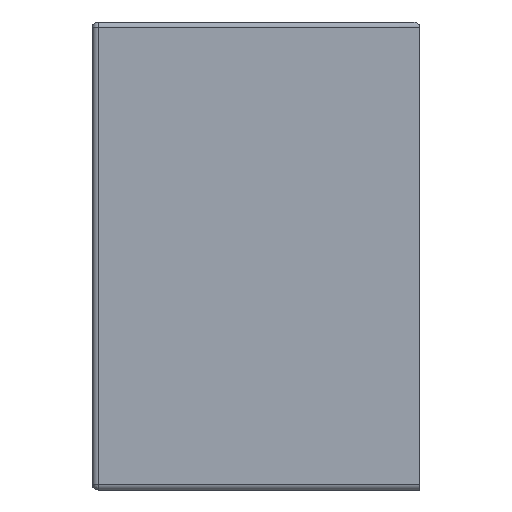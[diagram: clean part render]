
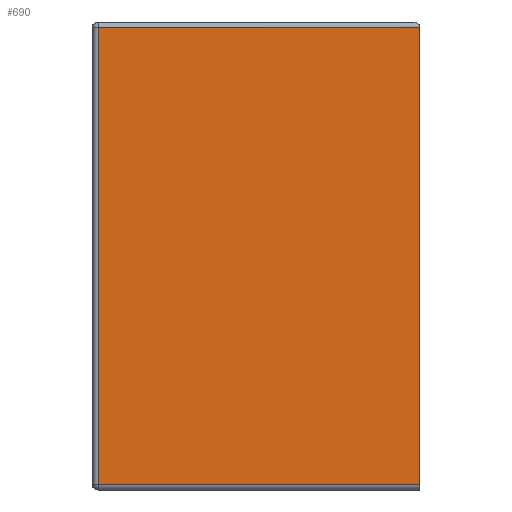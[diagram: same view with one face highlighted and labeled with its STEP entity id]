
A CAD part, front view. The second image highlights one B-rep face of the part: STEP entity #690.
In plain terms, the highlighted planar face has unit normal (0, -1, 0).
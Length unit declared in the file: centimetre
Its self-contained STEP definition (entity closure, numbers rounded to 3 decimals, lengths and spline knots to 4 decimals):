
#149=PLANE('',#759);
#186=VECTOR('',#896,1.);
#187=VECTOR('',#913,1.);
#188=VECTOR('',#916,1.);
#190=VECTOR('',#921,1.);
#230=LINE('',#1095,#186);
#231=LINE('',#1107,#187);
#232=LINE('',#1109,#188);
#234=LINE('',#1115,#190);
#281=VERTEX_POINT('',#1094);
#282=VERTEX_POINT('',#1096);
#283=VERTEX_POINT('',#1102);
#285=VERTEX_POINT('',#1110);
#360=EDGE_CURVE('',#282,#281,#230,.T.);
#366=EDGE_CURVE('',#282,#283,#231,.T.);
#367=EDGE_CURVE('',#283,#285,#232,.T.);
#370=EDGE_CURVE('',#285,#281,#234,.T.);
#489=ORIENTED_EDGE('',*,*,#366,.F.);
#490=ORIENTED_EDGE('',*,*,#360,.T.);
#491=ORIENTED_EDGE('',*,*,#370,.F.);
#492=ORIENTED_EDGE('',*,*,#367,.F.);
#587=EDGE_LOOP('',(#489,#490,#491,#492));
#640=FACE_BOUND('',#587,.T.);
#690=ADVANCED_FACE('',(#640),#149,.T.);
#759=AXIS2_PLACEMENT_3D('',#1114,#920,$);
#896=DIRECTION('',(0.,0.,1.));
#913=DIRECTION('',(-1.,0.,0.));
#916=DIRECTION('',(0.,0.,1.));
#920=DIRECTION('',(0.,-1.,0.));
#921=DIRECTION('',(1.,0.,0.));
#1094=CARTESIAN_POINT('',(0.,0.,3.95));
#1095=CARTESIAN_POINT('',(0.,0.,0.));
#1096=CARTESIAN_POINT('',(0.,0.,0.05));
#1102=CARTESIAN_POINT('',(-2.75,0.,0.05));
#1107=CARTESIAN_POINT('',(-1.3867,0.,0.05));
#1109=CARTESIAN_POINT('',(-2.75,0.,0.));
#1110=CARTESIAN_POINT('',(-2.75,0.,3.95));
#1114=CARTESIAN_POINT('',(-1.4,0.,0.));
#1115=CARTESIAN_POINT('',(-1.3867,0.,3.95));
